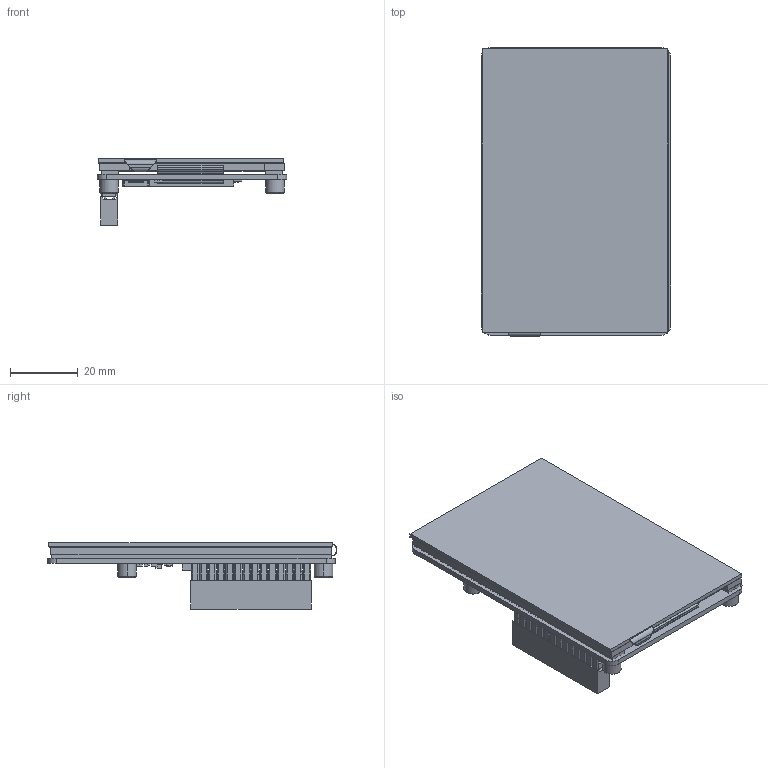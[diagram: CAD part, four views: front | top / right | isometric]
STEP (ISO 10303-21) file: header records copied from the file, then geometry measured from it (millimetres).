
FILE_DESCRIPTION((''),'2;1');
FILE_NAME('3_5INCH-RPI-LCD_ASM','2025-05-23T16:26:32',('xiaojisheng'),(''),'CREO PARAMETRIC BY PTC INC, 2021063','CREO PARAMETRIC BY PTC INC, 2021063','');
FILE_SCHEMA(('CONFIG_CONTROL_DESIGN','SHAPE_APPEARANCE_LAYERS_GROUPS'));
Products named in the file (58): 0352A002-S1I0100-LCD320X480; 3_5INCH-320X480-TP_LCD_ASM; 3_5INCH-TOUCH-RTP; BOARD; EXTRUDED-7548; 1121799656_ASM; C35_ASM; CAPC1608_0603_; C33_ASM; EXTRUDED-12927; 1121793264_ASM; U3_ASM; RESC1608_0603_; R11_ASM; C12_ASM; C11_ASM; C10_ASM; EXTRUDED-17946; 1121793128_ASM; R84_ASM; R83_ASM; R81_ASM; R80_ASM; EXTRUDED-18425; 1121792856_ASM; R82_ASM; R37_ASM; R35_ASM; R34_ASM; R26_ASM; R24_ASM; R23_ASM; R22_ASM; R16_ASM; R14_ASM; R13_ASM; EXTRUDED-19100; 1121799792_ASM; Q1_ASM; C280_ASM ...
Assembly tree (84 placements, depth 6):
  3_5INCH-RPI-LCD_ASM
    3_5INCH-320X480-TP_LCD_ASM
      0352A002-S1I0100-LCD320X480
    3_5INCH-TOUCH-RTP
    3_5_RPI_LCD-LUCKFOX_PCBA_ASM
      PCB_ASM
        BOARD
        C35_ASM
          1121799656_ASM
            EXTRUDED-7548
        C33_ASM
          CAPC1608_0603_
        U3_ASM
          1121793264_ASM
            EXTRUDED-12927
        R11_ASM
          RESC1608_0603_
        C12_ASM
          CAPC1608_0603_
        C11_ASM
          CAPC1608_0603_
        C10_ASM
          CAPC1608_0603_
        R84_ASM
          1121793128_ASM
            EXTRUDED-17946
        R83_ASM
          1121793128_ASM
            EXTRUDED-17946
        R81_ASM
          1121793128_ASM
            EXTRUDED-17946
        R80_ASM
          1121793128_ASM
            EXTRUDED-17946
        R82_ASM
          1121792856_ASM
            EXTRUDED-18425
        R37_ASM
          1121792856_ASM
            EXTRUDED-18425
        R35_ASM
          1121792856_ASM
            EXTRUDED-18425
        R34_ASM
          1121792856_ASM
            EXTRUDED-18425
        R26_ASM
          1121792856_ASM
            EXTRUDED-18425
        R24_ASM
          1121793128_ASM
            EXTRUDED-17946
        R23_ASM
          1121793128_ASM
            EXTRUDED-17946
        R22_ASM
          1121793128_ASM
            EXTRUDED-17946
        R16_ASM
Bounding box: 56 x 85.38 x 19.6 mm (x, y, z)
Volume: 26014.3 mm3; surface area: 39647.7 mm2
Topology: 46 solids, 47 shells, 2847 faces, 7268 edges, 4521 vertices
Faces by surface type: plane 2149, cylinder 494, sphere 80, extrusion 68, bspline 32, cone 24
Entity records: 91523 total; most frequent: CARTESIAN_POINT 15954, ORIENTED_EDGE 11910, DIRECTION 11135, EDGE_CURVE 5955, VECTOR 5347, LINE 5279, PRESENTATION_STYLE_ASSIGNMENT 4775, STYLED_ITEM 4700
